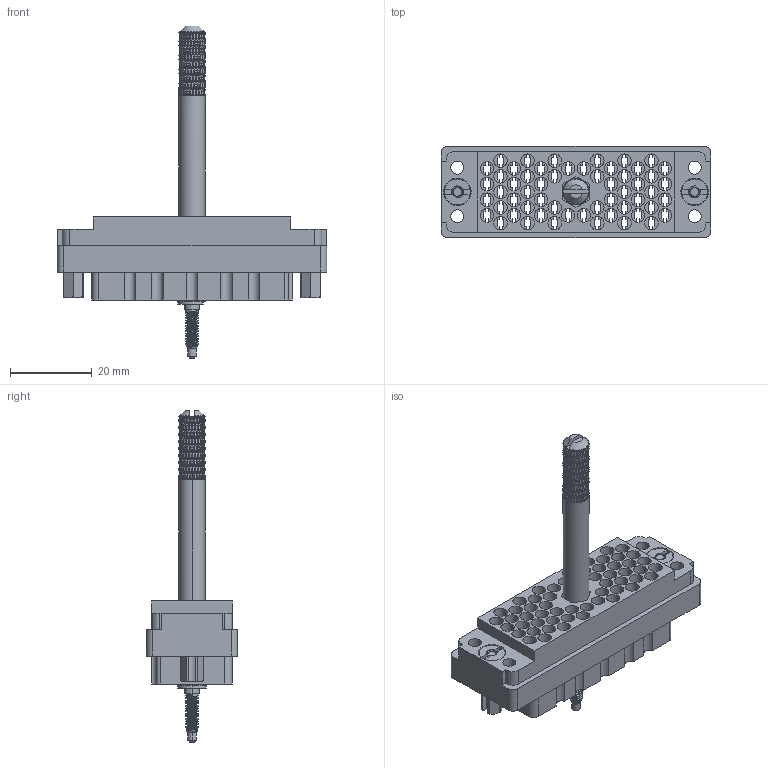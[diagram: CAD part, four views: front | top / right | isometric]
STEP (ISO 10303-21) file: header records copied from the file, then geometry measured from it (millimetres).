
FILE_DESCRIPTION (( 'STEP AP203' ), '1' );
FILE_NAME ('516-056-000-601.STEP', '2020-03-05T20:27:59', ( '' ), ( '' ), 'SwSTEP 2.0', 'SolidWorks 2016', '' );
FILE_SCHEMA (( 'CONFIG_CONTROL_DESIGN' ));
Length unit declared in the file: inch
Products named in the file (10): 516-250-038-111; 516-253-138-107; 516-221-038-102_057; 516-056-000-601; 516-253-035-100; 516-251-035-100; 516 Part Receptacle_056; Actuating Screw Assy 038-056; 516-221-038-102_056; 516-252-021-102_056
Assembly tree (11 placements, depth 3):
  516-056-000-601
    516 Part Receptacle_056
    516-252-021-102_056  x2
    516-221-038-102_056
    Actuating Screw Assy 038-056
      516-251-035-100
      516-253-035-100  x2
      516-253-138-107
      516-250-038-111
    516-221-038-102_057
Bounding box: 65.84 x 22.25 x 81.03 mm (x, y, z)
Volume: 16475.8 mm3; surface area: 22757.2 mm2
Topology: 10 solids, 10 shells, 2833 faces, 7194 edges, 4398 vertices
Faces by surface type: bspline 1034, plane 1016, cylinder 731, cone 52
Entity records: 118147 total; most frequent: CARTESIAN_POINT 60942, ORIENTED_EDGE 14176, DIRECTION 9073, EDGE_CURVE 7088, VERTEX_POINT 4330, AXIS2_PLACEMENT_3D 3039, LINE 2995, VECTOR 2995
